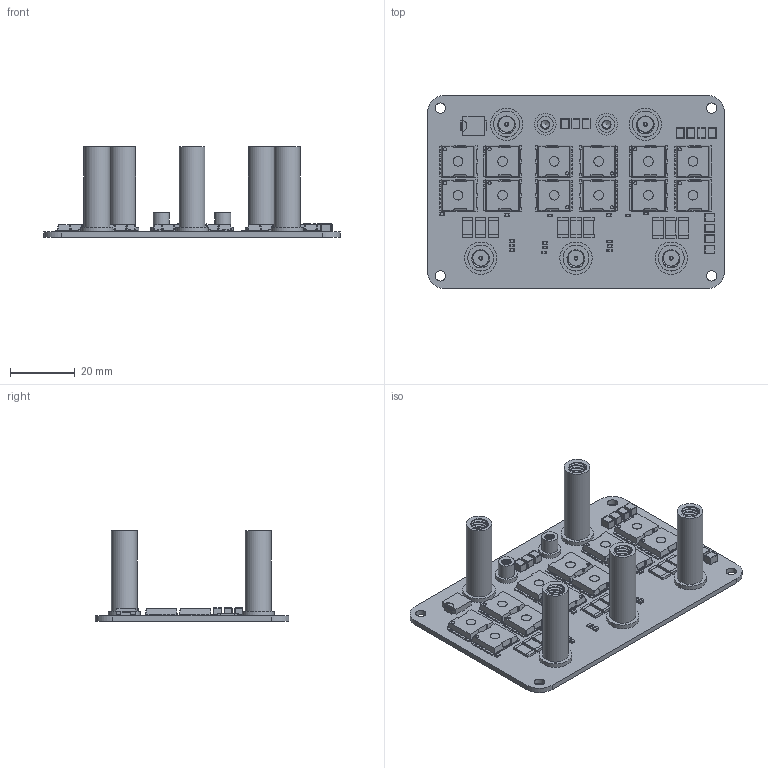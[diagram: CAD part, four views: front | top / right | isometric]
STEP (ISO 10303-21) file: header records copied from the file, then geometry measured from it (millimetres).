
FILE_DESCRIPTION(('Open CASCADE Model'),'2;1');
FILE_NAME('Open CASCADE Shape Model','2025-01-25T01:31:18',('Author'),( 'Open CASCADE'),'Open CASCADE STEP processor 7.5','Open CASCADE 7.5' ,'Unknown');
FILE_SCHEMA(('AUTOMOTIVE_DESIGN { 1 0 10303 214 1 1 1 1 }'));
Length unit declared in the file: millimetre
Products named in the file (84): PCB; Board; Open CASCADE STEP translator 7.5 1.1.1; TP11; M3_6mm; TP4; RT3; RESC1608X50; RT2; R18; R17; C11; CAPC1608X90; C10; R6; 5476153440; term1; term2; body; R4; R2; D1; 5476153920; Q12; 5476154720; Infineon_STP_PG_HSOF_8_2_P_v01_00_EN007; Infineon_STP_PG_HSOF_8_2_P_v01_00_EN008; Infineon_STP_PG_HSOF_8_2_P_v01_00_EN010_(Mirror_#3)001; Infineon_STP_PG_HSOF_8_2_P_v01_00_EN011_(Mirror_#2)001; Infineon_STP_PG_HSOF_8_2_P_v01_00_EN009_(Mirror_#1)002; Infineon_STP_PG_HSOF_8_2_P_v01_00_EN; Fusion001; Q11; 5476152880; Q10; Q6; Q5; Q4; C9; Q8 ...
Assembly tree (129 placements, depth 4):
  PCB
    Board
      Open CASCADE STEP translator 7.5 1.1.1
    TP11
      M3_6mm
    TP4
      M3_6mm
    RT3
      RESC1608X50
    RT2
      RESC1608X50
    R18
      RESC1608X50
    R17
      RESC1608X50
    C11
      CAPC1608X90
    C10
      CAPC1608X90
    R6
      5476153440
        term1
        term2
        body
    R4
      5476153440
        term1
        term2
        body
    R2
      5476153440
        term1
        term2
        body
    D1
      5476153920
    Q12
      5476154720
        Infineon_STP_PG_HSOF_8_2_P_v01_00_EN007
        Infineon_STP_PG_HSOF_8_2_P_v01_00_EN008
        Infineon_STP_PG_HSOF_8_2_P_v01_00_EN010_(Mirror_#3)001
        Infineon_STP_PG_HSOF_8_2_P_v01_00_EN011_(Mirror_#2)001
        Infineon_STP_PG_HSOF_8_2_P_v01_00_EN009_(Mirror_#1)002
        Infineon_STP_PG_HSOF_8_2_P_v01_00_EN
        Fusion001
    Q11
      5476152880
        Infineon_STP_PG_HSOF_8_2_P_v01_00_EN007
        Infineon_STP_PG_HSOF_8_2_P_v01_00_EN008
        Infineon_STP_PG_HSOF_8_2_P_v01_00_EN010_(Mirror_#3)001
        Infineon_STP_PG_HSOF_8_2_P_v01_00_EN011_(Mirror_#2)001
        Infineon_STP_PG_HSOF_8_2_P_v01_00_EN009_(Mirror_#1)002
        Infineon_STP_PG_HSOF_8_2_P_v01_00_EN
        Fusion001
    Q10
      5476154720
        Infineon_STP_PG_HSOF_8_2_P_v01_00_EN007
        Infineon_STP_PG_HSOF_8_2_P_v01_00_EN008
        Infineon_STP_PG_HSOF_8_2_P_v01_00_EN010_(Mirror_#3)001
        Infineon_STP_PG_HSOF_8_2_P_v01_00_EN011_(Mirror_#2)001
Bounding box: 92 x 60 x 28.04 mm (x, y, z)
Volume: 16767.2 mm3; surface area: 27711.3 mm2
Topology: 270 solids, 270 shells, 5096 faces, 12782 edges, 8034 vertices
Faces by surface type: plane 3536, cylinder 1283, sphere 208, bspline 62, cone 7
Full cylindrical faces by diameter (mm): 0.83 x7, 1.2 x7, 2.529 x6, 3.086 x2, 3.2 x4, 5 x2, 5.035 x50, 6.147 x25, 6.7 x2, 8 x5, 10 x5
Entity records: 34583 total; most frequent: CARTESIAN_POINT 8413, ORIENTED_EDGE 4142, DIRECTION 4007, EDGE_CURVE 2071, LINE 1629, VECTOR 1629, VERTEX_POINT 1346, AXIS2_PLACEMENT_3D 1189
